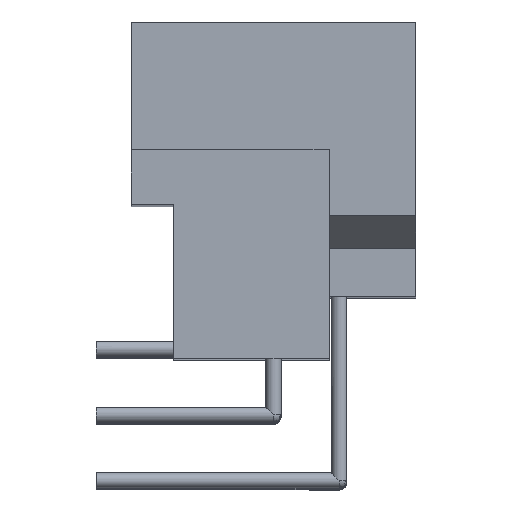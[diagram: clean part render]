
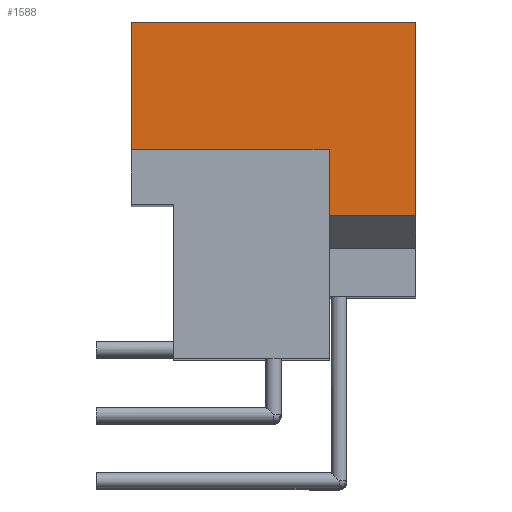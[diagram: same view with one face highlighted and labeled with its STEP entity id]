
A CAD part, top view. The second image highlights one B-rep face of the part: STEP entity #1588.
In plain terms, the highlighted planar face has unit normal (0, 0, 1).
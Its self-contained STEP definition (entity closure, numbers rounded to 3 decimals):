
#477=LINE('',#8265,#593);
#488=LINE('',#8286,#604);
#490=LINE('',#8290,#606);
#491=LINE('',#8292,#607);
#492=LINE('',#8294,#608);
#493=LINE('',#8296,#609);
#593=VECTOR('',#6479,1.);
#604=VECTOR('',#6500,1.);
#606=VECTOR('',#6504,1.);
#607=VECTOR('',#6507,1.);
#608=VECTOR('',#6508,1.);
#609=VECTOR('',#6509,1.);
#1588=ADVANCED_FACE('',(#1919),#1733,.T.);
#1733=PLANE('',#5152);
#1919=FACE_OUTER_BOUND('',#2450,.T.);
#2450=EDGE_LOOP('',(#3328,#3329,#3330,#3331,#3332,#3333));
#3328=ORIENTED_EDGE('',*,*,#4226,.T.);
#3329=ORIENTED_EDGE('',*,*,#4227,.T.);
#3330=ORIENTED_EDGE('',*,*,#4228,.T.);
#3331=ORIENTED_EDGE('',*,*,#4229,.F.);
#3332=ORIENTED_EDGE('',*,*,#4213,.F.);
#3333=ORIENTED_EDGE('',*,*,#4224,.F.);
#3770=VERTEX_POINT('',#8264);
#3771=VERTEX_POINT('',#8266);
#3775=VERTEX_POINT('',#8285);
#3776=VERTEX_POINT('',#8289);
#3777=VERTEX_POINT('',#8293);
#3778=VERTEX_POINT('',#8295);
#4213=EDGE_CURVE('',#3770,#3771,#477,.T.);
#4224=EDGE_CURVE('',#3775,#3770,#488,.T.);
#4226=EDGE_CURVE('',#3775,#3776,#490,.T.);
#4227=EDGE_CURVE('',#3776,#3777,#491,.T.);
#4228=EDGE_CURVE('',#3777,#3778,#492,.T.);
#4229=EDGE_CURVE('',#3771,#3778,#493,.T.);
#5152=AXIS2_PLACEMENT_3D('',#8297,#6510,#6511);
#6479=DIRECTION('',(1.,0.,0.));
#6500=DIRECTION('',(0.,1.,0.));
#6504=DIRECTION('',(1.,0.,0.));
#6507=DIRECTION('',(0.,-1.,0.));
#6508=DIRECTION('',(1.,0.,0.));
#6509=DIRECTION('',(0.,-1.,0.));
#6510=DIRECTION('',(0.,0.,1.));
#6511=DIRECTION('',(1.,0.,0.));
#8264=CARTESIAN_POINT('',(-1.65,10.6,46.9));
#8265=CARTESIAN_POINT('',(-1.65,10.6,46.9));
#8266=CARTESIAN_POINT('',(9.35,10.6,46.9));
#8285=CARTESIAN_POINT('',(-1.65,5.65,46.9));
#8286=CARTESIAN_POINT('',(-1.65,5.65,46.9));
#8289=CARTESIAN_POINT('',(6.,5.65,46.9));
#8290=CARTESIAN_POINT('',(-1.65,5.65,46.9));
#8292=CARTESIAN_POINT('',(6.,5.65,46.9));
#8293=CARTESIAN_POINT('',(6.,3.11,46.9));
#8294=CARTESIAN_POINT('',(6.,3.11,46.9));
#8295=CARTESIAN_POINT('',(9.35,3.11,46.9));
#8296=CARTESIAN_POINT('',(9.35,10.6,46.9));
#8297=CARTESIAN_POINT('',(-2.2,2.746,46.9));
